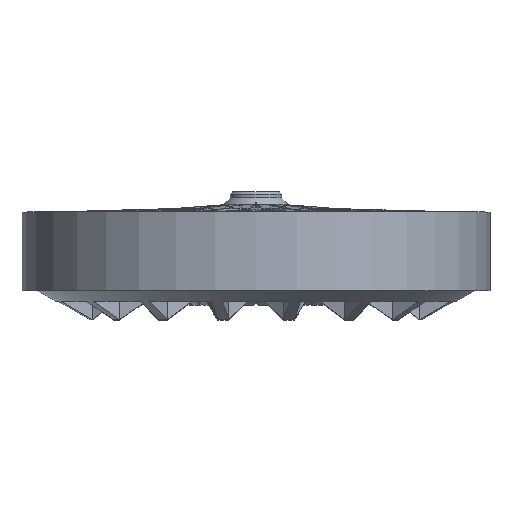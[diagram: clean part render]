
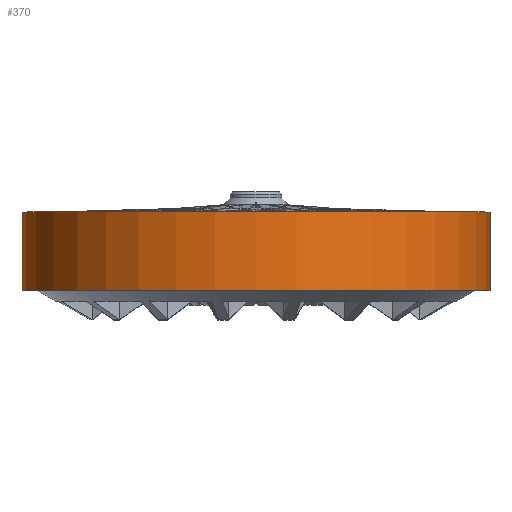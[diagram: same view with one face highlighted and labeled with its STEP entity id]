
A CAD part, top view. The second image highlights one B-rep face of the part: STEP entity #370.
In plain terms, the highlighted cylindrical face has radius 92.5 mm (diameter 185 mm), a full revolution.
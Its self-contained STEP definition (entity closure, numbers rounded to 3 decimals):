
#370=ADVANCED_FACE('',(#2995,#2997),#2999,.T.);
#2995=FACE_OUTER_BOUND('',#2996,.T.);
#2996=EDGE_LOOP('',(#9874));
#2997=FACE_OUTER_BOUND('',#2998,.T.);
#2998=EDGE_LOOP('',(#9875));
#2999=CYLINDRICAL_SURFACE('',#3000,92.5);
#3000=AXIS2_PLACEMENT_3D('',#3001,#3002,#3003);
#3001=CARTESIAN_POINT('',(0.,-17.5,0.));
#3002=DIRECTION('',(0.,-1.,0.));
#3003=DIRECTION('',(0.,0.,-1.));
#9874=ORIENTED_EDGE('',*,*,#14702,.T.);
#9875=ORIENTED_EDGE('',*,*,#13781,.F.);
#13781=EDGE_CURVE('',#16817,#16817,#16818,.T.);
#14702=EDGE_CURVE('',#18357,#18357,#18358,.T.);
#16817=VERTEX_POINT('',#22499);
#16818=CIRCLE('',#22500,92.5);
#18357=VERTEX_POINT('',#26903);
#18358=CIRCLE('',#26904,92.5);
#22499=CARTESIAN_POINT('',(0.,-17.5,-92.5));
#22500=AXIS2_PLACEMENT_3D('',#22501,#22502,#22503);
#22501=CARTESIAN_POINT('',(0.,-17.5,0.));
#22502=DIRECTION('',(0.,-1.,0.));
#22503=DIRECTION('',(0.,0.,-1.));
#26903=CARTESIAN_POINT('',(0.,13.611,-92.5));
#26904=AXIS2_PLACEMENT_3D('',#26905,#26906,#26907);
#26905=CARTESIAN_POINT('',(0.,13.611,0.));
#26906=DIRECTION('',(0.,-1.,0.));
#26907=DIRECTION('',(0.,0.,-1.));
